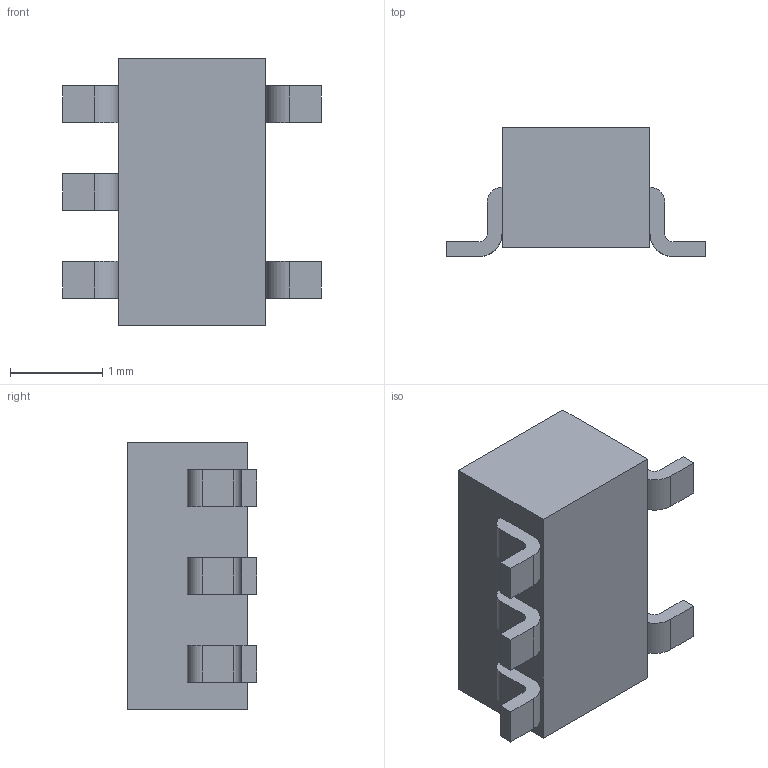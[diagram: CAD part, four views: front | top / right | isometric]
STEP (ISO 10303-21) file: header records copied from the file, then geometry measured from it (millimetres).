
FILE_DESCRIPTION (( 'STEP AP214' ), '1' );
FILE_NAME ('2SK2145-BL(TE85L,F.STEP', '2023-09-25T08:34:04', ( '' ), ( '' ), 'SwSTEP 2.0', 'SolidWorks 2021', '' );
FILE_SCHEMA (( 'AUTOMOTIVE_DESIGN' ));
Length unit declared in the file: millimetre
Products named in the file (1): 2SK2145-BL(TE85L,F
Bounding box: 2.8 x 1.4 x 2.9 mm (x, y, z)
Volume: 6.4 mm3; surface area: 27.9 mm2
Topology: 7 solids, 7 shells, 63 faces, 144 edges, 96 vertices
Faces by surface type: plane 44, cylinder 19
Entity records: 1864 total; most frequent: DIRECTION 310, CARTESIAN_POINT 304, ORIENTED_EDGE 288, EDGE_CURVE 144, VECTOR 106, LINE 106, AXIS2_PLACEMENT_3D 102, VERTEX_POINT 96
